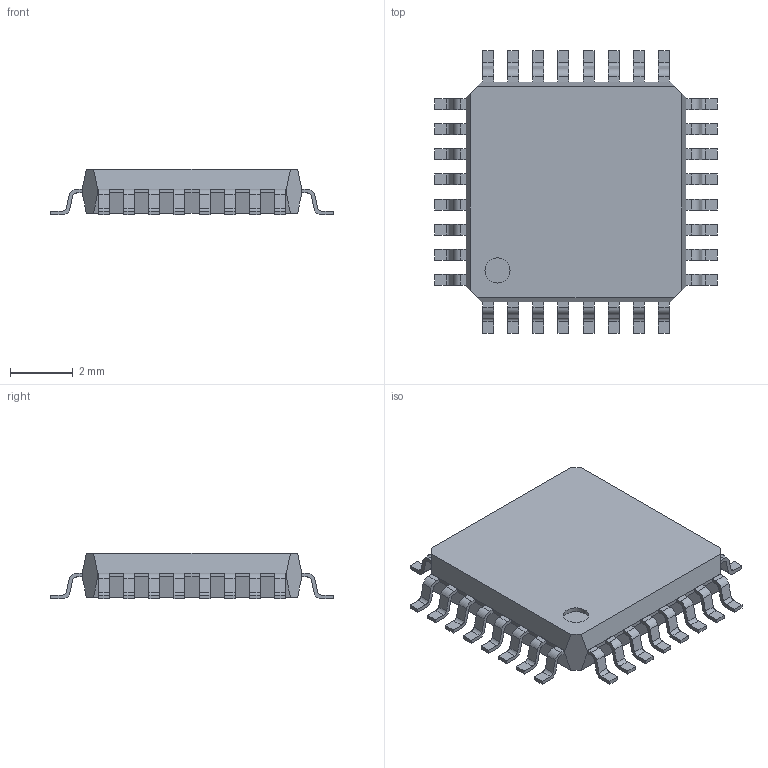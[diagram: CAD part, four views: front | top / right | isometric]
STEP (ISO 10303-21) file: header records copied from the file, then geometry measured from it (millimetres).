
FILE_DESCRIPTION (( 'STEP AP214' ), '1' );
FILE_NAME ('User Library-TQFP-32.STEP', '2022-03-08T04:09:58', ( '' ), ( '' ), 'SwSTEP 2.0', 'SolidWorks 2021', '' );
FILE_SCHEMA (( 'AUTOMOTIVE_DESIGN' ));
Length unit declared in the file: millimetre
Products named in the file (3): body_10x1_TQFP_7x7_1; User Library-TQFP-32; pins_TQFP_pin_TQFP_035x07_1
Assembly tree (33 placements, depth 2):
  User Library-TQFP-32
    pins_TQFP_pin_TQFP_035x07_1  x32
    body_10x1_TQFP_7x7_1
Bounding box: 9 x 9 x 1.46 mm (x, y, z)
Volume: 67.7 mm3; surface area: 175.4 mm2
Topology: 33 solids, 33 shells, 469 faces, 1206 edges, 804 vertices
Faces by surface type: plane 339, cylinder 130
Entity records: 1799 total; most frequent: DIRECTION 244, CARTESIAN_POINT 221, ORIENTED_EDGE 180, EDGE_CURVE 90, AXIS2_PLACEMENT_3D 83, VECTOR 78, LINE 78, VERTEX_POINT 60
